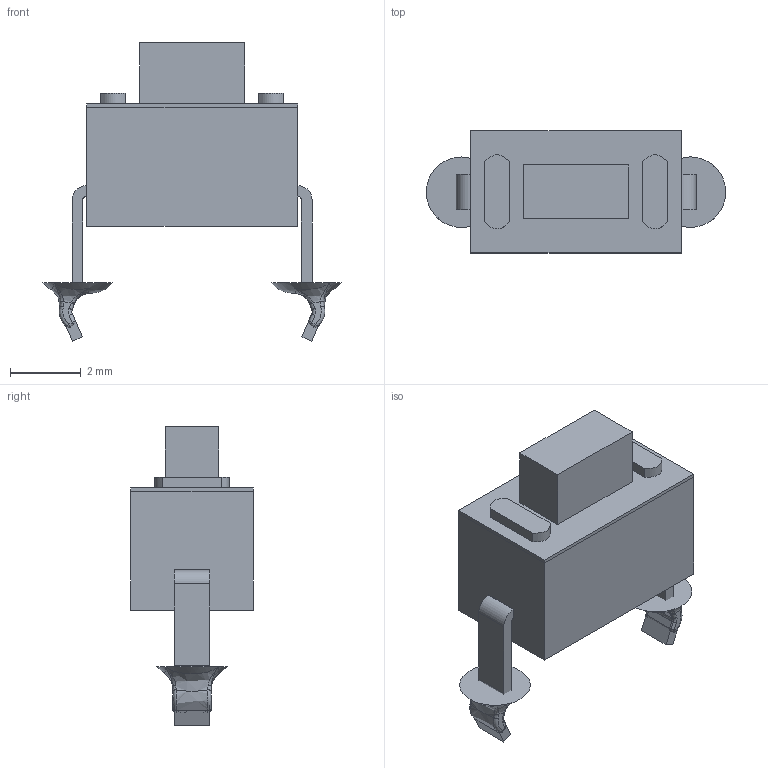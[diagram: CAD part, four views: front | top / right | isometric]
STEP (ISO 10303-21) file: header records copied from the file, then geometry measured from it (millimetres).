
FILE_DESCRIPTION(/* description */ (''),/* implementation_level */ '2;1');
FILE_NAME(/* name */ 'tact switch Soldered.step',/* time_stamp */ '2020-09-08T20:12:46+09:00',/* author */ (''),/* organization */ (''),/* preprocessor_version */ 'ST-DEVELOPER v18.1',/* originating_system */ 'Autodesk Translation Framework v9.3.0.1241',/* authorisation */ '');
FILE_SCHEMA (('AUTOMOTIVE_DESIGN { 1 0 10303 214 3 1 1 }'));
Length unit declared in the file: millimetre
Products named in the file (1): tact switch
Bounding box: 8.49 x 3.46 x 8.46 mm (x, y, z)
Volume: 85.4 mm3; surface area: 213.5 mm2
Topology: 9 solids, 9 shells, 154 faces, 360 edges, 216 vertices
Faces by surface type: plane 72, bspline 44, cylinder 26, sphere 8, torus 4
Entity records: 5723 total; most frequent: CARTESIAN_POINT 2471, ORIENTED_EDGE 704, DIRECTION 574, EDGE_CURVE 352, VERTEX_POINT 216, AXIS2_PLACEMENT_3D 195, LINE 184, VECTOR 184
